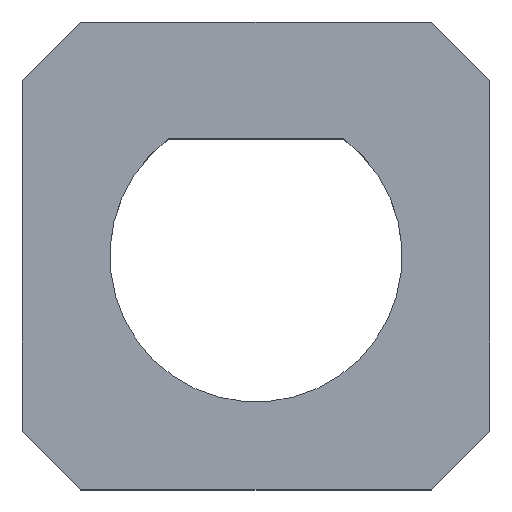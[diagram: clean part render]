
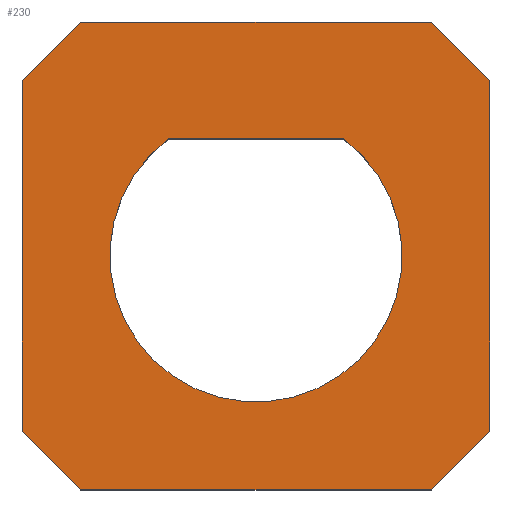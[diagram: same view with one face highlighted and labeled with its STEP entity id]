
A CAD part, top view. The second image highlights one B-rep face of the part: STEP entity #230.
In plain terms, the highlighted planar face has unit normal (0, 0, 1).
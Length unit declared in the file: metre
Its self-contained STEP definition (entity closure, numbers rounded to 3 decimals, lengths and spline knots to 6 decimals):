
#13=CIRCLE('',#254,0.0025);
#55=ORIENTED_EDGE('',*,*,#99,.F.);
#56=ORIENTED_EDGE('',*,*,#102,.T.);
#57=ORIENTED_EDGE('',*,*,#77,.T.);
#58=ORIENTED_EDGE('',*,*,#81,.T.);
#59=ORIENTED_EDGE('',*,*,#84,.T.);
#60=ORIENTED_EDGE('',*,*,#87,.T.);
#61=ORIENTED_EDGE('',*,*,#90,.T.);
#62=ORIENTED_EDGE('',*,*,#93,.T.);
#63=ORIENTED_EDGE('',*,*,#96,.T.);
#64=ORIENTED_EDGE('',*,*,#104,.T.);
#77=EDGE_CURVE('',#108,#107,#127,.T.);
#81=EDGE_CURVE('',#107,#110,#131,.T.);
#84=EDGE_CURVE('',#110,#112,#134,.T.);
#87=EDGE_CURVE('',#112,#114,#137,.T.);
#90=EDGE_CURVE('',#114,#116,#140,.T.);
#93=EDGE_CURVE('',#116,#118,#143,.T.);
#96=EDGE_CURVE('',#118,#120,#146,.T.);
#99=EDGE_CURVE('',#123,#124,#13,.T.);
#102=EDGE_CURVE('',#123,#124,#150,.T.);
#104=EDGE_CURVE('',#120,#108,#152,.T.);
#107=VERTEX_POINT('',#323);
#108=VERTEX_POINT('',#325);
#110=VERTEX_POINT('',#331);
#112=VERTEX_POINT('',#337);
#114=VERTEX_POINT('',#343);
#116=VERTEX_POINT('',#349);
#118=VERTEX_POINT('',#355);
#120=VERTEX_POINT('',#361);
#123=VERTEX_POINT('',#368);
#124=VERTEX_POINT('',#370);
#127=LINE('',#324,#155);
#131=LINE('',#332,#159);
#134=LINE('',#338,#162);
#137=LINE('',#344,#165);
#140=LINE('',#350,#168);
#143=LINE('',#356,#171);
#146=LINE('',#362,#174);
#150=LINE('',#374,#178);
#152=LINE('',#377,#180);
#155=VECTOR('',#265,1.);
#159=VECTOR('',#271,1.);
#162=VECTOR('',#276,1.);
#165=VECTOR('',#281,1.);
#168=VECTOR('',#286,1.);
#171=VECTOR('',#291,1.);
#174=VECTOR('',#296,1.);
#178=VECTOR('',#308,1.);
#180=VECTOR('',#312,1.);
#191=EDGE_LOOP('',(#55,#56));
#192=EDGE_LOOP('',(#57,#58,#59,#60,#61,#62,#63,#64));
#205=FACE_BOUND('',#191,.T.);
#206=FACE_BOUND('',#192,.T.);
#218=PLANE('',#257);
#230=ADVANCED_FACE('',(#205,#206),#218,.T.);
#254=AXIS2_PLACEMENT_3D('',#369,#302,#303);
#257=AXIS2_PLACEMENT_3D('',#378,#313,#314);
#265=DIRECTION('',(-1.,0.,0.));
#271=DIRECTION('',(-0.707,-0.707,0.));
#276=DIRECTION('',(0.,-1.,0.));
#281=DIRECTION('',(0.707,-0.707,0.));
#286=DIRECTION('',(1.,0.,0.));
#291=DIRECTION('',(0.707,0.707,0.));
#296=DIRECTION('',(0.,1.,0.));
#302=DIRECTION('',(0.,0.,1.));
#303=DIRECTION('',(1.,0.,0.));
#308=DIRECTION('',(1.,0.,0.));
#312=DIRECTION('',(-0.707,0.707,0.));
#313=DIRECTION('',(0.,0.,1.));
#314=DIRECTION('',(1.,0.,0.));
#323=CARTESIAN_POINT('',(-0.003,0.004,0.0035));
#324=CARTESIAN_POINT('',(0.,0.004,0.0035));
#325=CARTESIAN_POINT('',(0.003,0.004,0.0035));
#331=CARTESIAN_POINT('',(-0.004,0.003,0.0035));
#332=CARTESIAN_POINT('',(-0.0035,0.0035,0.0035));
#337=CARTESIAN_POINT('',(-0.004,-0.003,0.0035));
#338=CARTESIAN_POINT('',(-0.004,0.,0.0035));
#343=CARTESIAN_POINT('',(-0.003,-0.004,0.0035));
#344=CARTESIAN_POINT('',(-0.0035,-0.0035,0.0035));
#349=CARTESIAN_POINT('',(0.003,-0.004,0.0035));
#350=CARTESIAN_POINT('',(0.,-0.004,0.0035));
#355=CARTESIAN_POINT('',(0.004,-0.003,0.0035));
#356=CARTESIAN_POINT('',(0.0035,-0.0035,0.0035));
#361=CARTESIAN_POINT('',(0.004,0.003,0.0035));
#362=CARTESIAN_POINT('',(0.004,0.,0.0035));
#368=CARTESIAN_POINT('',(-0.0015,0.002,0.0035));
#369=CARTESIAN_POINT('',(0.,0.,0.0035));
#370=CARTESIAN_POINT('',(0.0015,0.002,0.0035));
#374=CARTESIAN_POINT('',(0.,0.002,0.0035));
#377=CARTESIAN_POINT('',(0.0035,0.0035,0.0035));
#378=CARTESIAN_POINT('',(0.,0.,0.0035));
